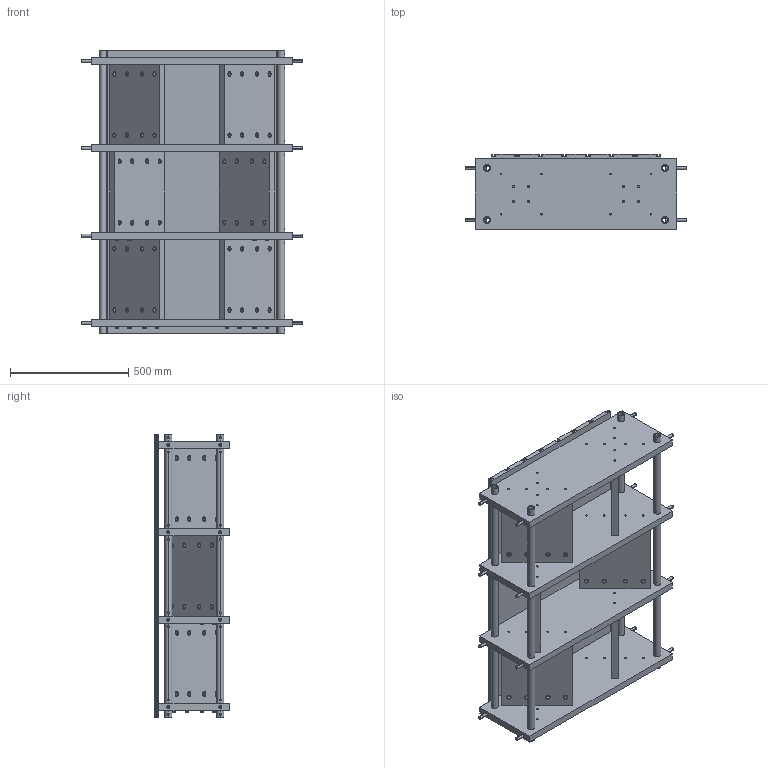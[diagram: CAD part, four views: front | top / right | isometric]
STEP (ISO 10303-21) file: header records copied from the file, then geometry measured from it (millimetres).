
FILE_DESCRIPTION (( 'STEP AP203' ), '1' );
FILE_NAME ('pce1XCHS1221_1B.STEP', '2021-11-10T14:22:22', ( '' ), ( '' ), 'SwSTEP 2.0', 'SolidWorks 2017', '' );
FILE_SCHEMA (( 'CONFIG_CONTROL_DESIGN' ));
Length unit declared in the file: millimetre
Products named in the file (13): p2plt1w-XCHS_1121_defaut_12; tac12x2_XCHS1121; pce11XCHS1121; p3pce1XCHS1221; pce1XCHS1221_1B; vis-hexa_M8_XCHS-721_80mm; p1pce12XCHS1221; ecrou-rond_D20x4-M8_XCHS-221; p1plt1w-XCHS_1121_defaut_12; rdll2_M8xlarge_XCHS-221; p1pce11XCHS1121; pce12XCHS1221; plt1w-XCHS_1121_defaut_12
Assembly tree (70 placements, depth 3):
  pce1XCHS1221_1B
    pce11XCHS1121  x4
      p1pce11XCHS1121
      tac12x2_XCHS1121
    pce12XCHS1221  x6
      p1pce12XCHS1221
      ecrou-rond_D20x4-M8_XCHS-221
    p3pce1XCHS1221  x4
    plt1w-XCHS_1121_defaut_12
      p1plt1w-XCHS_1121_defaut_12
      p2plt1w-XCHS_1121_defaut_12  x8
    rdll2_M8xlarge_XCHS-221  x16
    vis-hexa_M8_XCHS-721_80mm  x16
Bounding box: 935 x 319 x 1200 mm (x, y, z)
Volume: 65152044.3 mm3; surface area: 7880886.4 mm2
Topology: 119 solids, 119 shells, 2062 faces, 5840 edges, 3584 vertices
Faces by surface type: cylinder 1376, plane 590, cone 96
Entity records: 16660 total; most frequent: CARTESIAN_POINT 6169, ORIENTED_EDGE 1606, DIRECTION 1569, EDGE_CURVE 803, AXIS2_PLACEMENT_3D 568, VERTEX_POINT 492, LINE 433, VECTOR 433
